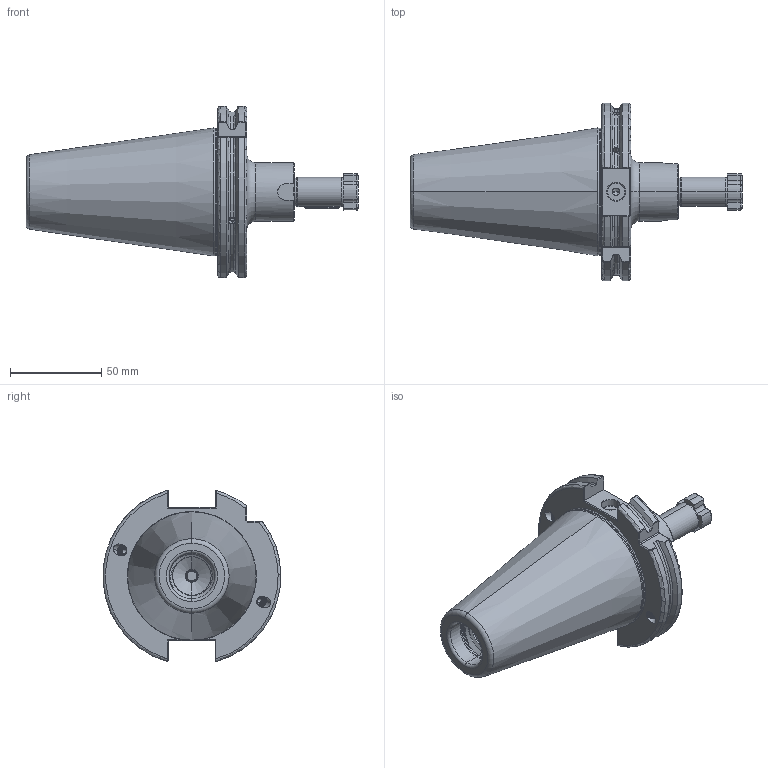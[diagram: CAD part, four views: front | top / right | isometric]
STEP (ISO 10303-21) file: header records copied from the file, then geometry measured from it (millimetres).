
FILE_DESCRIPTION (( 'STEP AP203' ), '1' );
FILE_NAME ('503.10.16.STEP', '2016-07-22T10:15:31', ( '' ), ( '' ), 'SwSTEP 2.0', 'SolidWorks 2012', '' );
FILE_SCHEMA (( 'CONFIG_CONTROL_DESIGN' ));
Length unit declared in the file: millimetre
Products named in the file (4): 十字螺絲FMB16; SC16用鍵_4x4x20L; 503.10.16
Assembly tree (3 placements, depth 2):
  503.10.16
    503.10.16
    SC16用鍵_4x4x20L
    十字螺絲FMB16
Bounding box: 181.75 x 97.32 x 93.81 mm (x, y, z)
Volume: 340433.1 mm3; surface area: 54668.3 mm2
Topology: 3 solids, 3 shells, 406 faces, 1090 edges, 680 vertices
Faces by surface type: cylinder 190, plane 81, cone 52, torus 51, bspline 32
Entity records: 28849 total; most frequent: CARTESIAN_POINT 19377, ORIENTED_EDGE 2152, DIRECTION 1638, EDGE_CURVE 1076, VERTEX_POINT 680, AXIS2_PLACEMENT_3D 631, EDGE_LOOP 422, FACE_OUTER_BOUND 406
